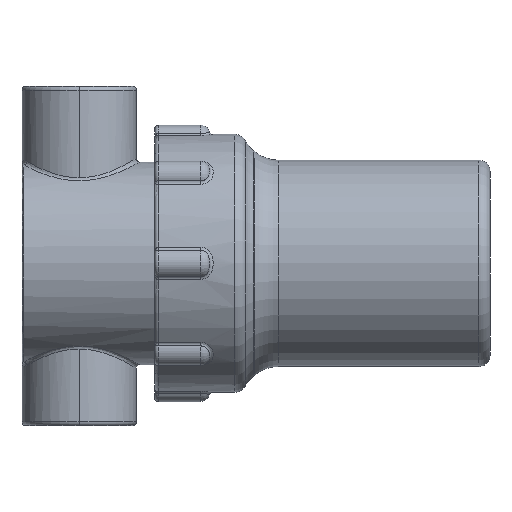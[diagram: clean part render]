
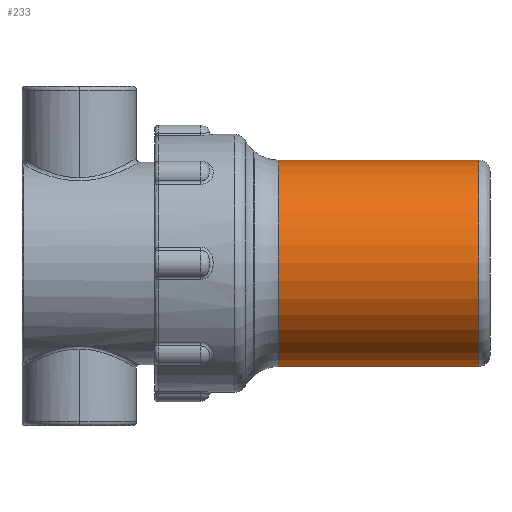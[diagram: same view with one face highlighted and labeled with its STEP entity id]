
A CAD part, left-side view. The second image highlights one B-rep face of the part: STEP entity #233.
In plain terms, the highlighted cylindrical face has radius 28 mm (diameter 56 mm), a partial arc.
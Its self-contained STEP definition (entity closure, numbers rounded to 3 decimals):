
#233=ADVANCED_FACE('',(#555),#556,.T.);
#555=FACE_OUTER_BOUND('',#966,.T.);
#556=CYLINDRICAL_SURFACE('',#967,28.0);
#966=EDGE_LOOP('',(#29962,#29963,#29964,#29965));
#967=AXIS2_PLACEMENT_3D('',#29966,#29967,#29968);
#29962=ORIENTED_EDGE('',*,*,#30734,.F.);
#29963=ORIENTED_EDGE('',*,*,#30691,.T.);
#29964=ORIENTED_EDGE('',*,*,#30736,.T.);
#29965=ORIENTED_EDGE('',*,*,#30824,.F.);
#29966=CARTESIAN_POINT('',(0.0,0.0,0.0));
#29967=DIRECTION('',(0.0,-1.0,-0.0));
#29968=DIRECTION('',(0.0,0.0,-1.0));
#30691=EDGE_CURVE('',#31156,#31157,#31158,.T.);
#30734=EDGE_CURVE('',#31156,#31223,#31224,.T.);
#30736=EDGE_CURVE('',#31157,#31225,#31227,.T.);
#30824=EDGE_CURVE('',#31223,#31225,#31365,.T.);
#31156=VERTEX_POINT('',#32073);
#31157=VERTEX_POINT('',#32074);
#31158=CIRCLE('',#32075,28.0);
#31223=VERTEX_POINT('',#32240);
#31224=LINE('',#32241,#32242);
#31225=VERTEX_POINT('',#32243);
#31227=LINE('',#32245,#32246);
#31365=CIRCLE('',#32812,28.0);
#32073=CARTESIAN_POINT('',(0.,57.414,28.0));
#32074=CARTESIAN_POINT('',(0.0,57.414,-28.0));
#32075=AXIS2_PLACEMENT_3D('',#33810,#33811,#33812);
#32240=CARTESIAN_POINT('',(0.,3.0,28.0));
#32241=CARTESIAN_POINT('',(0.,0.0,28.0));
#32242=VECTOR('',#33897,1000.0);
#32243=CARTESIAN_POINT('',(0.0,3.0,-28.0));
#32245=CARTESIAN_POINT('',(0.0,0.0,-28.0));
#32246=VECTOR('',#33901,1000.0);
#32812=AXIS2_PLACEMENT_3D('',#33995,#33996,#33997);
#33810=CARTESIAN_POINT('',(0.0,57.414,0.0));
#33811=DIRECTION('',(0.0,-1.0,-0.0));
#33812=DIRECTION('',(0.0,0.0,-1.0));
#33897=DIRECTION('',(-0.0,-1.0,-0.0));
#33901=DIRECTION('',(-0.0,-1.0,-0.0));
#33995=CARTESIAN_POINT('',(0.0,3.0,0.0));
#33996=DIRECTION('',(0.0,-1.0,-0.0));
#33997=DIRECTION('',(0.0,0.0,-1.0));
